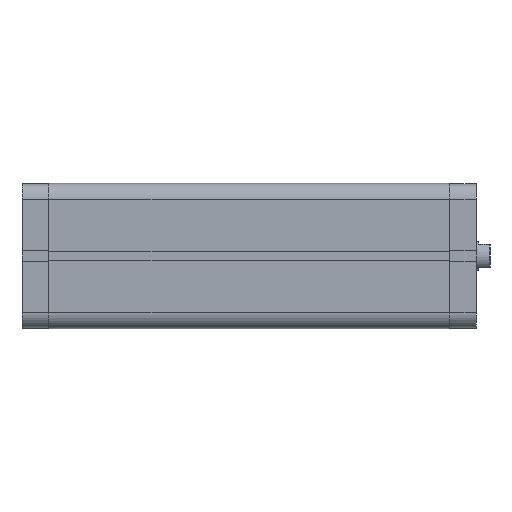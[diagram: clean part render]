
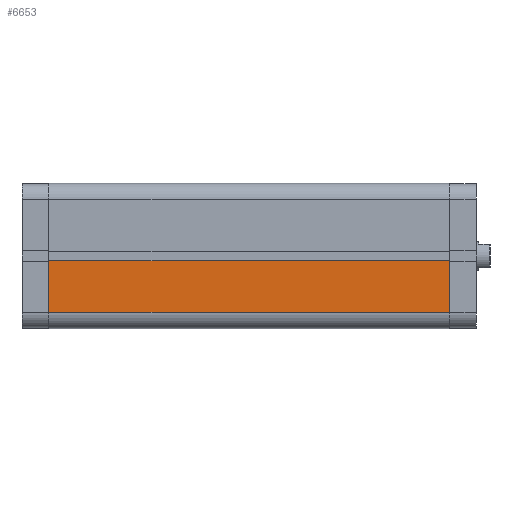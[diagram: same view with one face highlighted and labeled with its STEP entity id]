
A CAD part, front view. The second image highlights one B-rep face of the part: STEP entity #6653.
In plain terms, the highlighted planar face has unit normal (0, -1, 0).
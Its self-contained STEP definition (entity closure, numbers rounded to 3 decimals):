
#216 = EDGE_LOOP ( 'NONE', ( #3311, #3310, #3309, #3308 ) ) ;
#978 = FACE_OUTER_BOUND ( 'NONE', #216, .T. ) ;
#1082 = CARTESIAN_POINT ( 'NONE',  ( -31., -40., 220.5 ) ) ;
#1115 = CARTESIAN_POINT ( 'NONE',  ( -31., -40., 0. ) ) ;
#1145 = CARTESIAN_POINT ( 'NONE',  ( -2.6, -40., 0. ) ) ;
#2153 = PLANE ( 'NONE',  #3224 ) ;
#2156 = CARTESIAN_POINT ( 'NONE',  ( 0., -40., 220.5 ) ) ;
#2162 = DIRECTION ( 'NONE',  ( 0., 1., 0. ) ) ;
#2163 = DIRECTION ( 'NONE',  ( 0., 0., 1. ) ) ;
#2551 = EDGE_CURVE ( 'NONE', #6085, #6115, #4189, .T. ) ;
#2552 = EDGE_CURVE ( 'NONE', #5994, #6115, #4176, .T. ) ;
#2555 = EDGE_CURVE ( 'NONE', #6052, #6085, #4195, .T. ) ;
#2556 = EDGE_CURVE ( 'NONE', #6052, #5994, #4197, .T. ) ;
#3224 = AXIS2_PLACEMENT_3D ( 'NONE', #2156, #2162, #2163 ) ;
#3308 = ORIENTED_EDGE ( 'NONE', *, *, #2555, .T. ) ;
#3309 = ORIENTED_EDGE ( 'NONE', *, *, #2556, .F. ) ;
#3310 = ORIENTED_EDGE ( 'NONE', *, *, #2552, .F. ) ;
#3311 = ORIENTED_EDGE ( 'NONE', *, *, #2551, .T. ) ;
#4176 = LINE ( 'NONE', #4943, #4191 ) ;
#4186 = VECTOR ( 'NONE', #4957, 1000. ) ;
#4189 = LINE ( 'NONE', #4948, #4190 ) ;
#4190 = VECTOR ( 'NONE', #4949, 1000. ) ;
#4191 = VECTOR ( 'NONE', #4951, 1000. ) ;
#4195 = LINE ( 'NONE', #4947, #4186 ) ;
#4197 = LINE ( 'NONE', #4958, #4198 ) ;
#4198 = VECTOR ( 'NONE', #4959, 1000. ) ;
#4943 = CARTESIAN_POINT ( 'NONE',  ( -2.6, -40., 220.5 ) ) ;
#4947 = CARTESIAN_POINT ( 'NONE',  ( -31., -40., 220.5 ) ) ;
#4948 = CARTESIAN_POINT ( 'NONE',  ( 0., -40., 0. ) ) ;
#4949 = DIRECTION ( 'NONE',  ( 1., 0., 0. ) ) ;
#4951 = DIRECTION ( 'NONE',  ( 0., 0., -1. ) ) ;
#4957 = DIRECTION ( 'NONE',  ( 0., 0., -1. ) ) ;
#4958 = CARTESIAN_POINT ( 'NONE',  ( 0., -40., 220.5 ) ) ;
#4959 = DIRECTION ( 'NONE',  ( 1., 0., 0. ) ) ;
#5584 = CARTESIAN_POINT ( 'NONE',  ( -2.6, -40., 220.5 ) ) ;
#5994 = VERTEX_POINT ( 'NONE', #5584 ) ;
#6052 = VERTEX_POINT ( 'NONE', #1082 ) ;
#6085 = VERTEX_POINT ( 'NONE', #1115 ) ;
#6115 = VERTEX_POINT ( 'NONE', #1145 ) ;
#6653 = ADVANCED_FACE ( 'NONE', ( #978 ), #2153, .F. ) ;
